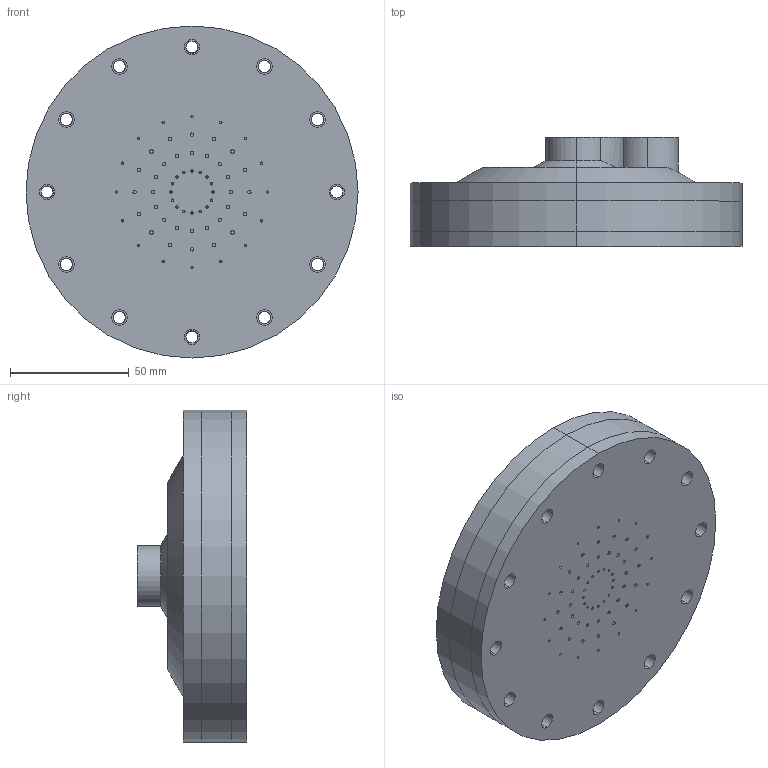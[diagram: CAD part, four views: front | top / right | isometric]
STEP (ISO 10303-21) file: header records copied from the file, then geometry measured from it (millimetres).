
FILE_DESCRIPTION (( 'STEP AP203' ), '1' );
FILE_NAME ('Injector Assembly V6-6-4.SLDASM.STEP', '2022-06-04T07:24:58', ( '' ), ( '' ), 'SwSTEP 2.0', 'SolidWorks 2021', '' );
FILE_SCHEMA (( 'CONFIG_CONTROL_DESIGN' ));
Length unit declared in the file: inch
Products named in the file (4): Injector Assembly V6-6-4.SLDASM; Injector V4; Top Plate V4; Distribution Plate V4
Assembly tree (3 placements, depth 2):
  Injector Assembly V6-6-4.SLDASM
    Injector V4
    Distribution Plate V4
    Top Plate V4
Bounding box: 139.7 x 45.9 x 139.7 mm (x, y, z)
Volume: 381546.1 mm3; surface area: 126443.3 mm2
Topology: 3 solids, 3 shells, 353 faces, 1018 edges, 676 vertices
Faces by surface type: cylinder 312, plane 26, cone 13, bspline 2
Entity records: 14288 total; most frequent: CARTESIAN_POINT 4308, ORIENTED_EDGE 2036, DIRECTION 1912, EDGE_CURVE 1018, AXIS2_PLACEMENT_3D 792, VERTEX_POINT 676, EDGE_LOOP 628, CIRCLE 435
